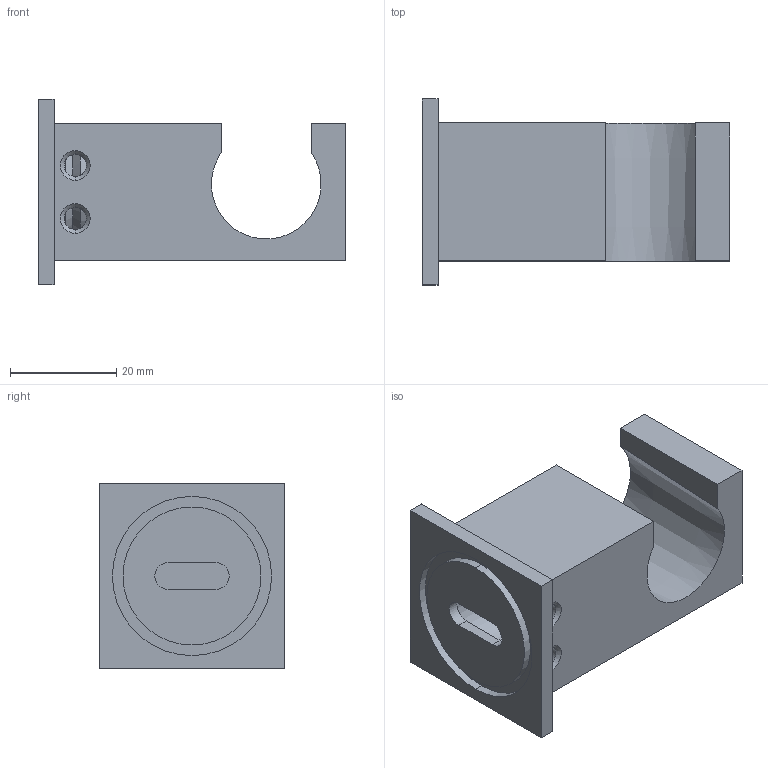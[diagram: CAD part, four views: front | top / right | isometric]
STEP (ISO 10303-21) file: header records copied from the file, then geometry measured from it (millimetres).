
FILE_DESCRIPTION((''),'2;1');
FILE_NAME('DP3063-A4FT0034_ASM','2020-02-18T',('Administrator'),(''),'PRO/ENGINEER BY PARAMETRIC TECHNOLOGY CORPORATION, 2009360','PRO/ENGINEER BY PARAMETRIC TECHNOLOGY CORPORATION, 2009360','');
FILE_SCHEMA(('AUTOMOTIVE_DESIGN_CC2 { 1 2 10303 214 -1 1 5 2 }'));
Length unit declared in the file: millimetre
Products named in the file (3): P0306; P0307; DP3063-A4FT0034_ASM
Assembly tree (2 placements, depth 2):
  DP3063-A4FT0034_ASM
    P0306
    P0307
Bounding box: 58 x 35 x 35 mm (x, y, z)
Volume: 23627 mm3; surface area: 12921.6 mm2
Topology: 2 solids, 2 shells, 52 faces, 116 edges, 74 vertices
Faces by surface type: plane 23, cylinder 20, cone 9
Entity records: 1690 total; most frequent: CARTESIAN_POINT 321, DIRECTION 268, ORIENTED_EDGE 232, EDGE_CURVE 116, COLOUR_RGB 109, AXIS2_PLACEMENT_3D 101, VERTEX_POINT 74, VECTOR 66
